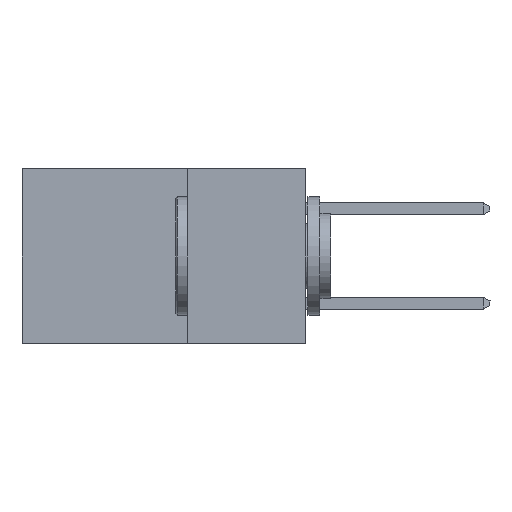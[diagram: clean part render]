
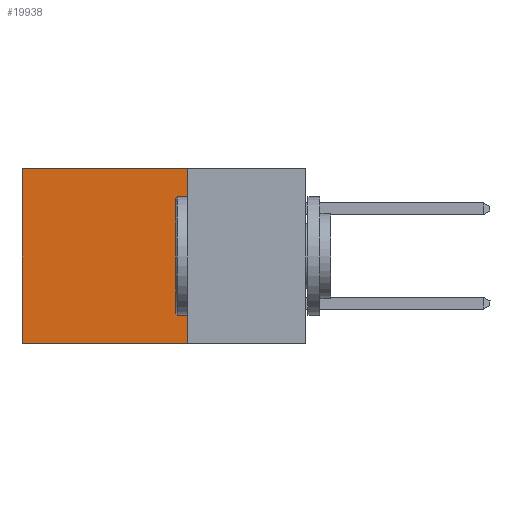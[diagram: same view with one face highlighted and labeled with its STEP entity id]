
A CAD part, left-side view. The second image highlights one B-rep face of the part: STEP entity #19938.
In plain terms, the highlighted planar face has unit normal (-1, 0, 0).
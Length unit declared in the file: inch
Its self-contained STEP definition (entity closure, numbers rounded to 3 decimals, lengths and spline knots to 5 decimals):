
#311 = CARTESIAN_POINT ( 'NONE',  ( 0.2615, 0.6, -0.37 ) ) ;
#676 = EDGE_CURVE ( 'NONE', #14824, #7123, #8089, .T. ) ;
#1610 = ORIENTED_EDGE ( 'NONE', *, *, #15572, .T. ) ;
#3325 = CARTESIAN_POINT ( 'NONE',  ( 0.2615, 0.25, -0.37 ) ) ;
#3647 = DIRECTION ( 'NONE',  ( 0., 0., -1. ) ) ;
#4488 = FACE_OUTER_BOUND ( 'NONE', #15935, .T. ) ;
#4533 = VERTEX_POINT ( 'NONE', #20609 ) ;
#4652 = LINE ( 'NONE', #5818, #9136 ) ;
#5818 = CARTESIAN_POINT ( 'NONE',  ( 0.2615, 0.25, 0. ) ) ;
#6220 = VERTEX_POINT ( 'NONE', #14355 ) ;
#6382 = LINE ( 'NONE', #311, #16365 ) ;
#7123 = VERTEX_POINT ( 'NONE', #16579 ) ;
#7185 = PLANE ( 'NONE',  #11840 ) ;
#7394 = EDGE_CURVE ( 'NONE', #4533, #6220, #6382, .T. ) ;
#8089 = LINE ( 'NONE', #16144, #13092 ) ;
#9085 = DIRECTION ( 'NONE',  ( 0., 0., -1. ) ) ;
#9136 = VECTOR ( 'NONE', #20685, 39.37008 ) ;
#11129 = VECTOR ( 'NONE', #16179, 39.37008 ) ;
#11840 = AXIS2_PLACEMENT_3D ( 'NONE', #3325, #20115, #9085 ) ;
#12007 = ORIENTED_EDGE ( 'NONE', *, *, #676, .F. ) ;
#12452 = CARTESIAN_POINT ( 'NONE',  ( 0.2615, 0.25, -0.37 ) ) ;
#13092 = VECTOR ( 'NONE', #3647, 39.37008 ) ;
#13657 = ORIENTED_EDGE ( 'NONE', *, *, #7394, .T. ) ;
#13744 = ORIENTED_EDGE ( 'NONE', *, *, #17899, .F. ) ;
#14355 = CARTESIAN_POINT ( 'NONE',  ( 0.2615, 0.6, -0.37 ) ) ;
#14824 = VERTEX_POINT ( 'NONE', #23879 ) ;
#15572 = EDGE_CURVE ( 'NONE', #14824, #4533, #4652, .T. ) ;
#15935 = EDGE_LOOP ( 'NONE', ( #13657, #13744, #12007, #1610 ) ) ;
#16144 = CARTESIAN_POINT ( 'NONE',  ( 0.2615, 0.25, -0.37 ) ) ;
#16179 = DIRECTION ( 'NONE',  ( 0., 1., 0. ) ) ;
#16365 = VECTOR ( 'NONE', #20908, 39.37008 ) ;
#16579 = CARTESIAN_POINT ( 'NONE',  ( 0.2615, 0.25, -0.37 ) ) ;
#17899 = EDGE_CURVE ( 'NONE', #7123, #6220, #20897, .T. ) ;
#19938 = ADVANCED_FACE ( 'NONE', ( #4488 ), #7185, .F. ) ;
#20115 = DIRECTION ( 'NONE',  ( 1., 0., 0. ) ) ;
#20609 = CARTESIAN_POINT ( 'NONE',  ( 0.2615, 0.6, 0. ) ) ;
#20685 = DIRECTION ( 'NONE',  ( 0., 1., 0. ) ) ;
#20897 = LINE ( 'NONE', #12452, #11129 ) ;
#20908 = DIRECTION ( 'NONE',  ( 0., 0., -1. ) ) ;
#23879 = CARTESIAN_POINT ( 'NONE',  ( 0.2615, 0.25, 0. ) ) ;
